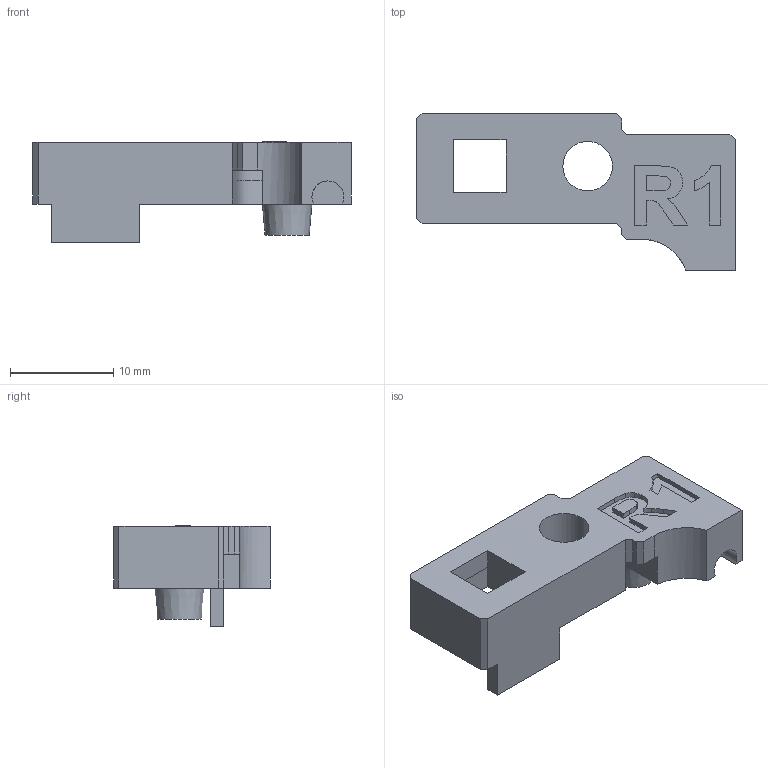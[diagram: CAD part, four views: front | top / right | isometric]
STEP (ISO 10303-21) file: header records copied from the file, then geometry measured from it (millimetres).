
FILE_DESCRIPTION(/* description */ (''),/* implementation_level */ '2;1');
FILE_NAME(/* name */ 'COVERCHECK_TOP.step',/* time_stamp */ '2019-08-13T13:05:25+02:00',/* author */ (''),/* organization */ (''),/* preprocessor_version */ 'ST-DEVELOPER v18',/* originating_system */ 'Autodesk Translation Framework v8.2.0.1029',/* authorisation */ '');
FILE_SCHEMA (('AUTOMOTIVE_DESIGN { 1 0 10303 214 3 1 1 }'));
Length unit declared in the file: millimetre
Products named in the file (1): BUTTON_HOLDER_TOP
Bounding box: 30.83 x 15.15 x 9.75 mm (x, y, z)
Volume: 1495.2 mm3; surface area: 1648.4 mm2
Topology: 1 solids, 1 shells, 84 faces, 231 edges, 152 vertices
Faces by surface type: plane 57, bspline 21, cylinder 5, cone 1
Full cylindrical faces by diameter (mm): 4.8 x1
Entity records: 3053 total; most frequent: CARTESIAN_POINT 1004, ORIENTED_EDGE 462, DIRECTION 334, EDGE_CURVE 231, LINE 174, VECTOR 174, VERTEX_POINT 152, EDGE_LOOP 91
